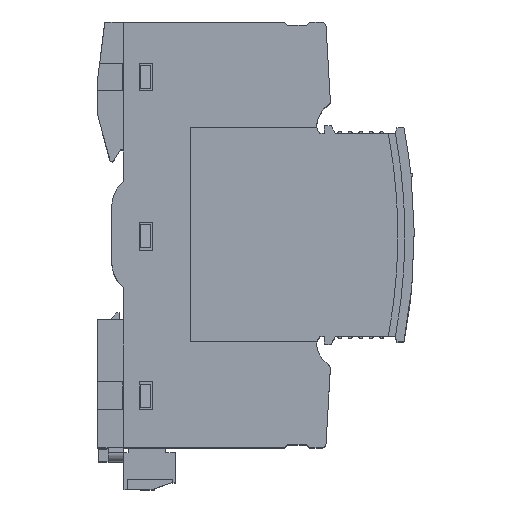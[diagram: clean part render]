
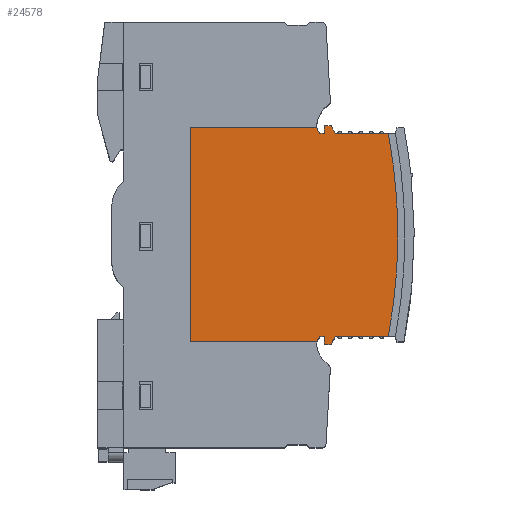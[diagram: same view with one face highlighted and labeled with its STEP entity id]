
A CAD part, top view. The second image highlights one B-rep face of the part: STEP entity #24578.
In plain terms, the highlighted planar face has unit normal (0, 0, 1).
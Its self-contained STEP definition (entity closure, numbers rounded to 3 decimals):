
#376 = CARTESIAN_POINT ( 'NONE',  ( 48.7, 23.95, 72. ) ) ;
#549 = EDGE_CURVE ( 'NONE', #75694, #42727, #2113, .T. ) ;
#1059 = VERTEX_POINT ( 'NONE', #61988 ) ;
#2113 = LINE ( 'NONE', #26539, #60707 ) ;
#2199 = EDGE_LOOP ( 'NONE', ( #62264, #35211, #14881, #58780, #19263, #53886, #21099, #66329, #33261, #38818, #67102, #54773, #2227, #51741, #19683, #7426, #37699 ) ) ;
#2227 = ORIENTED_EDGE ( 'NONE', *, *, #13860, .T. ) ;
#2405 = PLANE ( 'NONE',  #26075 ) ;
#2789 = LINE ( 'NONE', #63649, #58901 ) ;
#2836 = VECTOR ( 'NONE', #24017, 1000. ) ;
#2850 = VERTEX_POINT ( 'NONE', #26743 ) ;
#2963 = CARTESIAN_POINT ( 'NONE',  ( 20., 68.75, 72. ) ) ;
#3098 = DIRECTION ( 'NONE',  ( -1., 0., 0. ) ) ;
#3842 = CARTESIAN_POINT ( 'NONE',  ( 47.007, 22.75, 72. ) ) ;
#6962 = CARTESIAN_POINT ( 'NONE',  ( 20., 68.75, 72. ) ) ;
#7082 = EDGE_CURVE ( 'NONE', #42337, #21745, #15389, .T. ) ;
#7426 = ORIENTED_EDGE ( 'NONE', *, *, #549, .T. ) ;
#7530 = LINE ( 'NONE', #48783, #69569 ) ;
#8174 = DIRECTION ( 'NONE',  ( 0., -1., 0. ) ) ;
#9200 = DIRECTION ( 'NONE',  ( -0.423, 0.906, 0. ) ) ;
#9378 = CARTESIAN_POINT ( 'NONE',  ( -52., 45.75, 72. ) ) ;
#9893 = LINE ( 'NONE', #23103, #22003 ) ;
#11642 = EDGE_CURVE ( 'NONE', #49200, #75204, #2789, .T. ) ;
#12549 = LINE ( 'NONE', #36576, #74925 ) ;
#13357 = EDGE_CURVE ( 'NONE', #58955, #40636, #70978, .T. ) ;
#13860 = EDGE_CURVE ( 'NONE', #76344, #58955, #31613, .T. ) ;
#14022 = DIRECTION ( 'NONE',  ( -1., 0., 0. ) ) ;
#14881 = ORIENTED_EDGE ( 'NONE', *, *, #11642, .T. ) ;
#15389 = CIRCLE ( 'NONE', #37162, 116.485 ) ;
#15460 = LINE ( 'NONE', #3842, #64178 ) ;
#15834 = CARTESIAN_POINT ( 'NONE',  ( 50.993, 67.55, 72. ) ) ;
#16919 = CARTESIAN_POINT ( 'NONE',  ( 48.7, 22.25, 72. ) ) ;
#18817 = DIRECTION ( 'NONE',  ( 0., -1., 0. ) ) ;
#19012 = EDGE_CURVE ( 'NONE', #38165, #43618, #50567, .T. ) ;
#19263 = ORIENTED_EDGE ( 'NONE', *, *, #71862, .T. ) ;
#19683 = ORIENTED_EDGE ( 'NONE', *, *, #24701, .T. ) ;
#19822 = DIRECTION ( 'NONE',  ( -1., 0., 0. ) ) ;
#20408 = VECTOR ( 'NONE', #47733, 1000. ) ;
#21099 = ORIENTED_EDGE ( 'NONE', *, *, #62999, .T. ) ;
#21261 = EDGE_CURVE ( 'NONE', #2850, #1059, #15460, .T. ) ;
#21745 = VERTEX_POINT ( 'NONE', #42872 ) ;
#22003 = VECTOR ( 'NONE', #3098, 1000. ) ;
#23103 = CARTESIAN_POINT ( 'NONE',  ( 47.7, 67.55, 72. ) ) ;
#24017 = DIRECTION ( 'NONE',  ( 1., 0., 0. ) ) ;
#24578 = ADVANCED_FACE ( 'NONE', ( #32847 ), #2405, .T. ) ;
#24701 = EDGE_CURVE ( 'NONE', #40636, #75694, #7530, .T. ) ;
#26075 = AXIS2_PLACEMENT_3D ( 'NONE', #26833, #77671, #34797 ) ;
#26539 = CARTESIAN_POINT ( 'NONE',  ( 50.993, 23.95, 72. ) ) ;
#26701 = EDGE_CURVE ( 'NONE', #42337, #49200, #59447, .T. ) ;
#26743 = CARTESIAN_POINT ( 'NONE',  ( 47.007, 22.75, 72. ) ) ;
#26833 = CARTESIAN_POINT ( 'NONE',  ( -52., 45.75, 72. ) ) ;
#29067 = DIRECTION ( 'NONE',  ( 0.5, 0.866, 0. ) ) ;
#29896 = CARTESIAN_POINT ( 'NONE',  ( 50.993, 23.95, 72. ) ) ;
#30025 = CARTESIAN_POINT ( 'NONE',  ( 47.7, 23.95, 72. ) ) ;
#30427 = LINE ( 'NONE', #30025, #2836 ) ;
#30639 = DIRECTION ( 'NONE',  ( 1., 0., 0. ) ) ;
#31613 = LINE ( 'NONE', #376, #65184 ) ;
#32624 = CARTESIAN_POINT ( 'NONE',  ( 47.7, 67.55, 72. ) ) ;
#32805 = CARTESIAN_POINT ( 'NONE',  ( 50.2, 22.25, 72. ) ) ;
#32847 = FACE_OUTER_BOUND ( 'NONE', #2199, .T. ) ;
#33261 = ORIENTED_EDGE ( 'NONE', *, *, #19012, .T. ) ;
#34510 = CARTESIAN_POINT ( 'NONE',  ( 48.7, 23.95, 72. ) ) ;
#34797 = DIRECTION ( 'NONE',  ( 1., 0., 0. ) ) ;
#35211 = ORIENTED_EDGE ( 'NONE', *, *, #26701, .T. ) ;
#35447 = LINE ( 'NONE', #61422, #57120 ) ;
#35492 = CARTESIAN_POINT ( 'NONE',  ( 62.427, 67.55, 72. ) ) ;
#36576 = CARTESIAN_POINT ( 'NONE',  ( 48.7, 69.25, 72. ) ) ;
#37162 = AXIS2_PLACEMENT_3D ( 'NONE', #54656, #73076, #30639 ) ;
#37699 = ORIENTED_EDGE ( 'NONE', *, *, #77992, .F. ) ;
#38165 = VERTEX_POINT ( 'NONE', #38178 ) ;
#38178 = CARTESIAN_POINT ( 'NONE',  ( 20., 68.75, 72. ) ) ;
#38818 = ORIENTED_EDGE ( 'NONE', *, *, #71873, .T. ) ;
#40514 = CARTESIAN_POINT ( 'NONE',  ( 48.7, 67.55, 72. ) ) ;
#40636 = VERTEX_POINT ( 'NONE', #32805 ) ;
#42337 = VERTEX_POINT ( 'NONE', #35492 ) ;
#42635 = VERTEX_POINT ( 'NONE', #32624 ) ;
#42665 = VECTOR ( 'NONE', #8174, 1000. ) ;
#42727 = VERTEX_POINT ( 'NONE', #52995 ) ;
#42872 = CARTESIAN_POINT ( 'NONE',  ( 64.485, 45.75, 72. ) ) ;
#42891 = EDGE_CURVE ( 'NONE', #75204, #46636, #12549, .T. ) ;
#43618 = VERTEX_POINT ( 'NONE', #53893 ) ;
#43649 = CARTESIAN_POINT ( 'NONE',  ( 48.7, 22.25, 72. ) ) ;
#44981 = DIRECTION ( 'NONE',  ( 0., -1., 0. ) ) ;
#46636 = VERTEX_POINT ( 'NONE', #55385 ) ;
#47733 = DIRECTION ( 'NONE',  ( 1., 0., 0. ) ) ;
#48783 = CARTESIAN_POINT ( 'NONE',  ( 50.2, 22.25, 72. ) ) ;
#49200 = VERTEX_POINT ( 'NONE', #53273 ) ;
#50567 = LINE ( 'NONE', #6962, #56639 ) ;
#50593 = DIRECTION ( 'NONE',  ( 1., 0., 0. ) ) ;
#51741 = ORIENTED_EDGE ( 'NONE', *, *, #13357, .T. ) ;
#52191 = AXIS2_PLACEMENT_3D ( 'NONE', #9378, #76643, #70623 ) ;
#52995 = CARTESIAN_POINT ( 'NONE',  ( 62.427, 23.95, 72. ) ) ;
#53273 = CARTESIAN_POINT ( 'NONE',  ( 50.993, 67.55, 72. ) ) ;
#53886 = ORIENTED_EDGE ( 'NONE', *, *, #58468, .T. ) ;
#53893 = CARTESIAN_POINT ( 'NONE',  ( 20., 22.75, 72. ) ) ;
#54656 = CARTESIAN_POINT ( 'NONE',  ( -52., 45.75, 72. ) ) ;
#54773 = ORIENTED_EDGE ( 'NONE', *, *, #70801, .T. ) ;
#55385 = CARTESIAN_POINT ( 'NONE',  ( 48.7, 69.25, 72. ) ) ;
#56639 = VECTOR ( 'NONE', #44981, 1000. ) ;
#56998 = LINE ( 'NONE', #62602, #68228 ) ;
#57120 = VECTOR ( 'NONE', #73056, 1000. ) ;
#57783 = CARTESIAN_POINT ( 'NONE',  ( 48.7, 67.55, 72. ) ) ;
#58468 = EDGE_CURVE ( 'NONE', #68816, #42635, #9893, .T. ) ;
#58651 = DIRECTION ( 'NONE',  ( -1., 0., 0. ) ) ;
#58780 = ORIENTED_EDGE ( 'NONE', *, *, #42891, .T. ) ;
#58901 = VECTOR ( 'NONE', #9200, 1000. ) ;
#58955 = VERTEX_POINT ( 'NONE', #43649 ) ;
#59447 = LINE ( 'NONE', #15834, #64685 ) ;
#60707 = VECTOR ( 'NONE', #64535, 1000. ) ;
#61422 = CARTESIAN_POINT ( 'NONE',  ( 47.007, 68.75, 72. ) ) ;
#61988 = CARTESIAN_POINT ( 'NONE',  ( 47.7, 23.95, 72. ) ) ;
#62264 = ORIENTED_EDGE ( 'NONE', *, *, #7082, .F. ) ;
#62602 = CARTESIAN_POINT ( 'NONE',  ( 20., 22.75, 72. ) ) ;
#62999 = EDGE_CURVE ( 'NONE', #42635, #71162, #35447, .T. ) ;
#63021 = LINE ( 'NONE', #2963, #64946 ) ;
#63649 = CARTESIAN_POINT ( 'NONE',  ( 50.2, 69.25, 72. ) ) ;
#64178 = VECTOR ( 'NONE', #29067, 1000. ) ;
#64535 = DIRECTION ( 'NONE',  ( 1., 0., 0. ) ) ;
#64685 = VECTOR ( 'NONE', #58651, 1000. ) ;
#64946 = VECTOR ( 'NONE', #19822, 1000. ) ;
#65184 = VECTOR ( 'NONE', #18817, 1000. ) ;
#65211 = CARTESIAN_POINT ( 'NONE',  ( 50.2, 69.25, 72. ) ) ;
#66329 = ORIENTED_EDGE ( 'NONE', *, *, #77756, .T. ) ;
#67102 = ORIENTED_EDGE ( 'NONE', *, *, #21261, .T. ) ;
#67990 = DIRECTION ( 'NONE',  ( 0.423, 0.906, 0. ) ) ;
#68228 = VECTOR ( 'NONE', #50593, 1000. ) ;
#68816 = VERTEX_POINT ( 'NONE', #40514 ) ;
#69569 = VECTOR ( 'NONE', #67990, 1000. ) ;
#70404 = CARTESIAN_POINT ( 'NONE',  ( 47.007, 68.75, 72. ) ) ;
#70623 = DIRECTION ( 'NONE',  ( 1., 0., 0. ) ) ;
#70801 = EDGE_CURVE ( 'NONE', #1059, #76344, #30427, .T. ) ;
#70978 = LINE ( 'NONE', #16919, #20408 ) ;
#71162 = VERTEX_POINT ( 'NONE', #70404 ) ;
#71862 = EDGE_CURVE ( 'NONE', #46636, #68816, #75423, .T. ) ;
#71873 = EDGE_CURVE ( 'NONE', #43618, #2850, #56998, .T. ) ;
#73056 = DIRECTION ( 'NONE',  ( -0.5, 0.866, 0. ) ) ;
#73076 = DIRECTION ( 'NONE',  ( 0., 0., -1. ) ) ;
#74925 = VECTOR ( 'NONE', #14022, 1000. ) ;
#75204 = VERTEX_POINT ( 'NONE', #65211 ) ;
#75423 = LINE ( 'NONE', #57783, #42665 ) ;
#75694 = VERTEX_POINT ( 'NONE', #29896 ) ;
#76344 = VERTEX_POINT ( 'NONE', #34510 ) ;
#76643 = DIRECTION ( 'NONE',  ( 0., 0., -1. ) ) ;
#77671 = DIRECTION ( 'NONE',  ( 0., 0., 1. ) ) ;
#77720 = CIRCLE ( 'NONE', #52191, 116.485 ) ;
#77756 = EDGE_CURVE ( 'NONE', #71162, #38165, #63021, .T. ) ;
#77992 = EDGE_CURVE ( 'NONE', #21745, #42727, #77720, .T. ) ;
